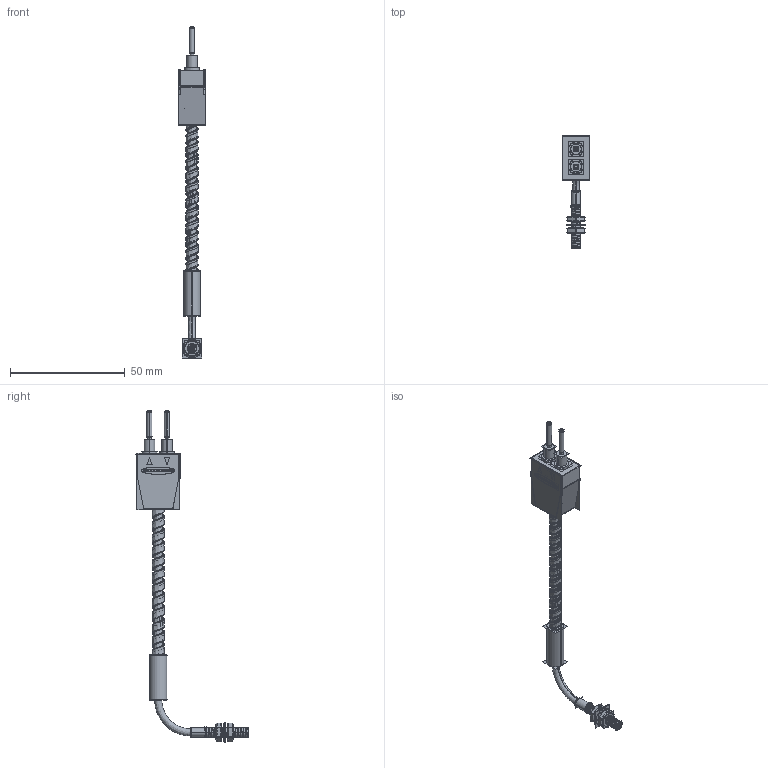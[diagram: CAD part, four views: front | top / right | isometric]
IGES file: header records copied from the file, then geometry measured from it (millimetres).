
Start section:  PTC IGES file: 193350.igs
Global section: file name: 193350.igs; native system: Creo Parametric by Parametric Technology Corporation; preprocessor: 2013230; author: pdmadmin; organization: Unknown; date: 20160302.093139; units: millimetre
Bounding box: 11.89 x 49.24 x 144.61 mm (x, y, z)
Volume: 5034.5 mm3; surface area: 52848.7 mm2
Topology: 32 solids, 34 shells, 1690 faces, 8488 edges, 10673 vertices
Faces by surface type: bspline 914, revolution 776
